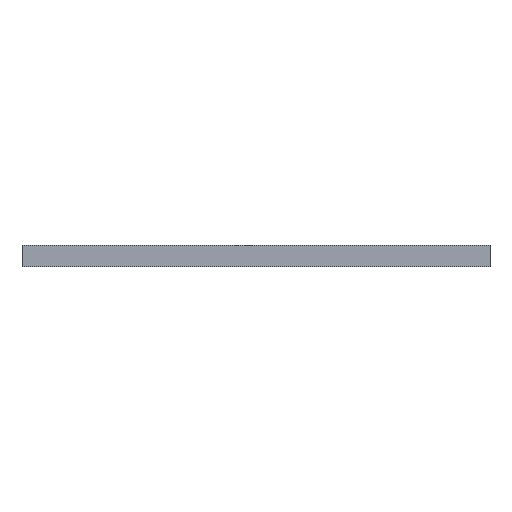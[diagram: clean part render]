
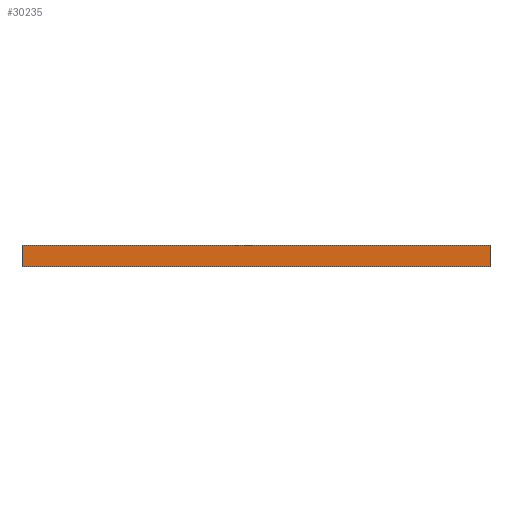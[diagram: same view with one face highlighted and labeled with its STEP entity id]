
A CAD part, front view. The second image highlights one B-rep face of the part: STEP entity #30235.
In plain terms, the highlighted planar face has unit normal (0, -1, 0).
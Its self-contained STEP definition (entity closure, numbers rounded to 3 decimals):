
#1151=PLANE('',#33414);
#2696=FACE_OUTER_BOUND('',#4403,.T.);
#4403=EDGE_LOOP('',(#26410,#26411,#26412,#26413));
#7410=LINE('',#51360,#10176);
#7411=LINE('',#51363,#10177);
#7412=LINE('',#51365,#10178);
#7413=LINE('',#51366,#10179);
#10176=VECTOR('',#42502,10.);
#10177=VECTOR('',#42505,10.);
#10178=VECTOR('',#42506,10.);
#10179=VECTOR('',#42507,10.);
#14722=VERTEX_POINT('',#51356);
#14723=VERTEX_POINT('',#51358);
#14724=VERTEX_POINT('',#51362);
#14725=VERTEX_POINT('',#51364);
#19106=EDGE_CURVE('',#14722,#14723,#7410,.T.);
#19107=EDGE_CURVE('',#14724,#14722,#7411,.T.);
#19108=EDGE_CURVE('',#14725,#14723,#7412,.T.);
#19109=EDGE_CURVE('',#14724,#14725,#7413,.T.);
#26410=ORIENTED_EDGE('',*,*,#19107,.T.);
#26411=ORIENTED_EDGE('',*,*,#19106,.T.);
#26412=ORIENTED_EDGE('',*,*,#19108,.F.);
#26413=ORIENTED_EDGE('',*,*,#19109,.F.);
#30235=ADVANCED_FACE('',(#2696),#1151,.T.);
#33414=AXIS2_PLACEMENT_3D('',#51361,#42503,#42504);
#42502=DIRECTION('',(0.,0.,1.));
#42503=DIRECTION('center_axis',(0.,-1.,0.));
#42504=DIRECTION('ref_axis',(1.,0.,0.));
#42505=DIRECTION('',(1.,0.,0.));
#42506=DIRECTION('',(1.,0.,0.));
#42507=DIRECTION('',(0.,0.,1.));
#51356=CARTESIAN_POINT('',(220.,0.,0.));
#51358=CARTESIAN_POINT('',(220.,0.,10.));
#51360=CARTESIAN_POINT('',(220.,0.,0.));
#51361=CARTESIAN_POINT('Origin',(0.,0.,0.));
#51362=CARTESIAN_POINT('',(0.,0.,0.));
#51363=CARTESIAN_POINT('',(0.,0.,0.));
#51364=CARTESIAN_POINT('',(0.,0.,10.));
#51365=CARTESIAN_POINT('',(0.,0.,10.));
#51366=CARTESIAN_POINT('',(0.,0.,0.));
